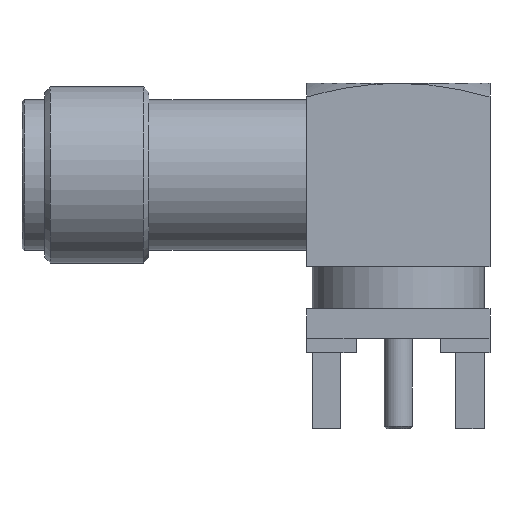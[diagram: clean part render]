
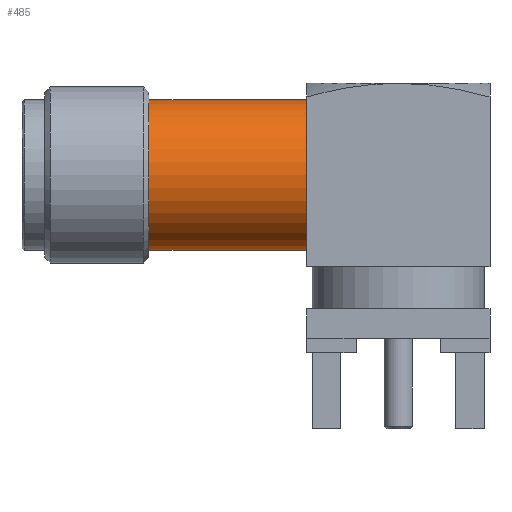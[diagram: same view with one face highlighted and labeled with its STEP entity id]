
A CAD part, front view. The second image highlights one B-rep face of the part: STEP entity #485.
In plain terms, the highlighted cylindrical face has radius 2.675 mm (diameter 5.35 mm), a full revolution.
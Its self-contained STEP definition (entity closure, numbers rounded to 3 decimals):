
#349 = PLANE('',#350);
#350 = AXIS2_PLACEMENT_3D('',#351,#352,#353);
#351 = CARTESIAN_POINT('',(-8.85,0.,6.3));
#352 = DIRECTION('',(-1.,0.,0.));
#353 = DIRECTION('',(0.,0.,-1.));
#402 = EDGE_CURVE('',#403,#403,#405,.T.);
#403 = VERTEX_POINT('',#404);
#404 = CARTESIAN_POINT('',(-8.85,-2.675,6.3));
#405 = SURFACE_CURVE('',#406,(#411,#418),.PCURVE_S1.);
#406 = CIRCLE('',#407,2.675);
#407 = AXIS2_PLACEMENT_3D('',#408,#409,#410);
#408 = CARTESIAN_POINT('',(-8.85,0.,6.3));
#409 = DIRECTION('',(-1.,0.,0.));
#410 = DIRECTION('',(0.,-1.,0.));
#411 = PCURVE('',#349,#412);
#412 = DEFINITIONAL_REPRESENTATION('',(#413),#417);
#413 = CIRCLE('',#414,2.675);
#414 = AXIS2_PLACEMENT_2D('',#415,#416);
#415 = CARTESIAN_POINT('',(0.,0.));
#416 = DIRECTION('',(0.,1.));
#417 = ( GEOMETRIC_REPRESENTATION_CONTEXT(2) 
PARAMETRIC_REPRESENTATION_CONTEXT() REPRESENTATION_CONTEXT('2D SPACE',''
  ) );
#418 = PCURVE('',#419,#424);
#419 = CYLINDRICAL_SURFACE('',#420,2.675);
#420 = AXIS2_PLACEMENT_3D('',#421,#422,#423);
#421 = CARTESIAN_POINT('',(-3.25,0.,6.3));
#422 = DIRECTION('',(1.,0.,0.));
#423 = DIRECTION('',(0.,-1.,0.));
#424 = DEFINITIONAL_REPRESENTATION('',(#425),#429);
#425 = LINE('',#426,#427);
#426 = CARTESIAN_POINT('',(-0.,-5.6));
#427 = VECTOR('',#428,1.);
#428 = DIRECTION('',(-1.,0.));
#429 = ( GEOMETRIC_REPRESENTATION_CONTEXT(2) 
PARAMETRIC_REPRESENTATION_CONTEXT() REPRESENTATION_CONTEXT('2D SPACE',''
  ) );
#485 = ADVANCED_FACE('',(#486),#419,.T.);
#486 = FACE_BOUND('',#487,.F.);
#487 = EDGE_LOOP('',(#488,#511,#512,#513));
#488 = ORIENTED_EDGE('',*,*,#489,.T.);
#489 = EDGE_CURVE('',#490,#403,#492,.T.);
#490 = VERTEX_POINT('',#491);
#491 = CARTESIAN_POINT('',(-3.25,-2.675,6.3));
#492 = SEAM_CURVE('',#493,(#497,#504),.PCURVE_S1.);
#493 = LINE('',#494,#495);
#494 = CARTESIAN_POINT('',(-3.25,-2.675,6.3));
#495 = VECTOR('',#496,1.);
#496 = DIRECTION('',(-1.,0.,0.));
#497 = PCURVE('',#419,#498);
#498 = DEFINITIONAL_REPRESENTATION('',(#499),#503);
#499 = LINE('',#500,#501);
#500 = CARTESIAN_POINT('',(-0.,0.));
#501 = VECTOR('',#502,1.);
#502 = DIRECTION('',(-0.,-1.));
#503 = ( GEOMETRIC_REPRESENTATION_CONTEXT(2) 
PARAMETRIC_REPRESENTATION_CONTEXT() REPRESENTATION_CONTEXT('2D SPACE',''
  ) );
#504 = PCURVE('',#419,#505);
#505 = DEFINITIONAL_REPRESENTATION('',(#506),#510);
#506 = LINE('',#507,#508);
#507 = CARTESIAN_POINT('',(-6.283,0.));
#508 = VECTOR('',#509,1.);
#509 = DIRECTION('',(-0.,-1.));
#510 = ( GEOMETRIC_REPRESENTATION_CONTEXT(2) 
PARAMETRIC_REPRESENTATION_CONTEXT() REPRESENTATION_CONTEXT('2D SPACE',''
  ) );
#511 = ORIENTED_EDGE('',*,*,#402,.T.);
#512 = ORIENTED_EDGE('',*,*,#489,.F.);
#513 = ORIENTED_EDGE('',*,*,#514,.F.);
#514 = EDGE_CURVE('',#490,#490,#515,.T.);
#515 = SURFACE_CURVE('',#516,(#521,#528),.PCURVE_S1.);
#516 = CIRCLE('',#517,2.675);
#517 = AXIS2_PLACEMENT_3D('',#518,#519,#520);
#518 = CARTESIAN_POINT('',(-3.25,0.,6.3));
#519 = DIRECTION('',(-1.,0.,0.));
#520 = DIRECTION('',(0.,-1.,0.));
#521 = PCURVE('',#419,#522);
#522 = DEFINITIONAL_REPRESENTATION('',(#523),#527);
#523 = LINE('',#524,#525);
#524 = CARTESIAN_POINT('',(-0.,0.));
#525 = VECTOR('',#526,1.);
#526 = DIRECTION('',(-1.,0.));
#527 = ( GEOMETRIC_REPRESENTATION_CONTEXT(2) 
PARAMETRIC_REPRESENTATION_CONTEXT() REPRESENTATION_CONTEXT('2D SPACE',''
  ) );
#528 = PCURVE('',#529,#534);
#529 = PLANE('',#530);
#530 = AXIS2_PLACEMENT_3D('',#531,#532,#533);
#531 = CARTESIAN_POINT('',(-3.25,-3.25,3.05));
#532 = DIRECTION('',(-1.,0.,0.));
#533 = DIRECTION('',(0.,1.,0.));
#534 = DEFINITIONAL_REPRESENTATION('',(#535),#539);
#535 = CIRCLE('',#536,2.675);
#536 = AXIS2_PLACEMENT_2D('',#537,#538);
#537 = CARTESIAN_POINT('',(3.25,-3.25));
#538 = DIRECTION('',(-1.,0.));
#539 = ( GEOMETRIC_REPRESENTATION_CONTEXT(2) 
PARAMETRIC_REPRESENTATION_CONTEXT() REPRESENTATION_CONTEXT('2D SPACE',''
  ) );
